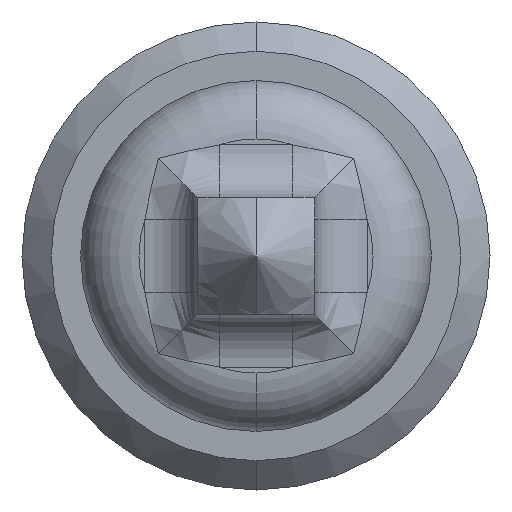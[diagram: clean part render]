
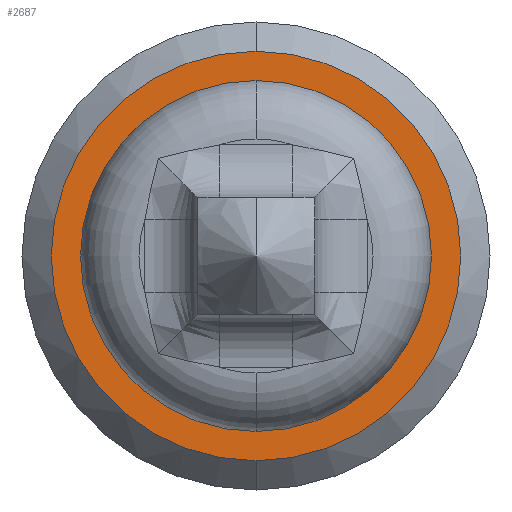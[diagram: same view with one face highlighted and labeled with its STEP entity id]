
A CAD part, front view. The second image highlights one B-rep face of the part: STEP entity #2687.
In plain terms, the highlighted planar face has unit normal (0, -1, 0).
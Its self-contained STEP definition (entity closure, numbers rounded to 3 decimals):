
#277 = DIRECTION ( 'NONE',  ( 0., 1., 0. ) ) ;
#384 = EDGE_LOOP ( 'NONE', ( #3573, #3198 ) ) ;
#463 = DIRECTION ( 'NONE',  ( 0., 1., 0. ) ) ;
#686 = DIRECTION ( 'NONE',  ( 0., 0., 1. ) ) ;
#855 = DIRECTION ( 'NONE',  ( 0., 0., 1. ) ) ;
#897 = AXIS2_PLACEMENT_3D ( 'NONE', #5222, #3695, #4517 ) ;
#991 = EDGE_CURVE ( 'Defeature ausgef�hrt1_12+Defeature ausgef�hrt1_11+Defeature ausgef�hrt1_11+Defeature ausgef�hrt1_11', #3826, #2281, #2014, .T. ) ;
#1384 = AXIS2_PLACEMENT_3D ( 'NONE', #4381, #277, #686 ) ;
#1396 = ORIENTED_EDGE ( 'NONE', *, *, #991, .F. ) ;
#1413 = EDGE_CURVE ( 'Defeature ausgef�hrt1_11+Defeature ausgef�hrt1_10+Defeature ausgef�hrt1_10+Defeature ausgef�hrt1_10', #3691, #3958, #4423, .T. ) ;
#1531 = AXIS2_PLACEMENT_3D ( 'NONE', #4281, #1782, #4684 ) ;
#1640 = PLANE ( 'NONE',  #3824 ) ;
#1753 = CIRCLE ( 'NONE', #897, 1.5 ) ;
#1782 = DIRECTION ( 'NONE',  ( 0., 1., 0. ) ) ;
#2014 = CIRCLE ( 'NONE', #1531, 1.75 ) ;
#2111 = ORIENTED_EDGE ( 'NONE', *, *, #3590, .F. ) ;
#2281 = VERTEX_POINT ( 'NONE', #4077 ) ;
#2424 = CIRCLE ( 'NONE', #1384, 1.75 ) ;
#2497 = FACE_BOUND ( 'NONE', #384, .T. ) ;
#2687 = ADVANCED_FACE ( 'Defeature ausgef�hrt1_11', ( #4618, #2497 ), #1640, .F. ) ;
#2752 = CARTESIAN_POINT ( 'NONE',  ( 0., -2., 1.5 ) ) ;
#3131 = CARTESIAN_POINT ( 'NONE',  ( 0., -2., 0. ) ) ;
#3165 = DIRECTION ( 'NONE',  ( 0., 0., 1. ) ) ;
#3198 = ORIENTED_EDGE ( 'NONE', *, *, #5369, .T. ) ;
#3573 = ORIENTED_EDGE ( 'NONE', *, *, #1413, .T. ) ;
#3590 = EDGE_CURVE ( 'Defeature ausgef�hrt1_12+Defeature ausgef�hrt1_11+Defeature ausgef�hrt1_11+Defeature ausgef�hrt1_11', #2281, #3826, #2424, .T. ) ;
#3691 = VERTEX_POINT ( 'NONE', #2752 ) ;
#3695 = DIRECTION ( 'NONE',  ( 0., 1., 0. ) ) ;
#3824 = AXIS2_PLACEMENT_3D ( 'NONE', #4967, #463, #855 ) ;
#3826 = VERTEX_POINT ( 'NONE', #4245 ) ;
#3958 = VERTEX_POINT ( 'NONE', #5156 ) ;
#4077 = CARTESIAN_POINT ( 'NONE',  ( 0., -2., 1.75 ) ) ;
#4245 = CARTESIAN_POINT ( 'NONE',  ( 0., -2., -1.75 ) ) ;
#4269 = EDGE_LOOP ( 'NONE', ( #2111, #1396 ) ) ;
#4281 = CARTESIAN_POINT ( 'NONE',  ( 0., -2., 0. ) ) ;
#4360 = DIRECTION ( 'NONE',  ( 0., 1., 0. ) ) ;
#4381 = CARTESIAN_POINT ( 'NONE',  ( 0., -2., 0. ) ) ;
#4423 = CIRCLE ( 'NONE', #4586, 1.5 ) ;
#4517 = DIRECTION ( 'NONE',  ( 0., 0., 1. ) ) ;
#4586 = AXIS2_PLACEMENT_3D ( 'NONE', #3131, #4360, #3165 ) ;
#4618 = FACE_OUTER_BOUND ( 'NONE', #4269, .T. ) ;
#4684 = DIRECTION ( 'NONE',  ( 0., 0., 1. ) ) ;
#4967 = CARTESIAN_POINT ( 'NONE',  ( 1.75, -2., 0. ) ) ;
#5156 = CARTESIAN_POINT ( 'NONE',  ( 0., -2., -1.5 ) ) ;
#5222 = CARTESIAN_POINT ( 'NONE',  ( 0., -2., 0. ) ) ;
#5369 = EDGE_CURVE ( 'Defeature ausgef�hrt1_11+Defeature ausgef�hrt1_10+Defeature ausgef�hrt1_10+Defeature ausgef�hrt1_10', #3958, #3691, #1753, .T. ) ;
